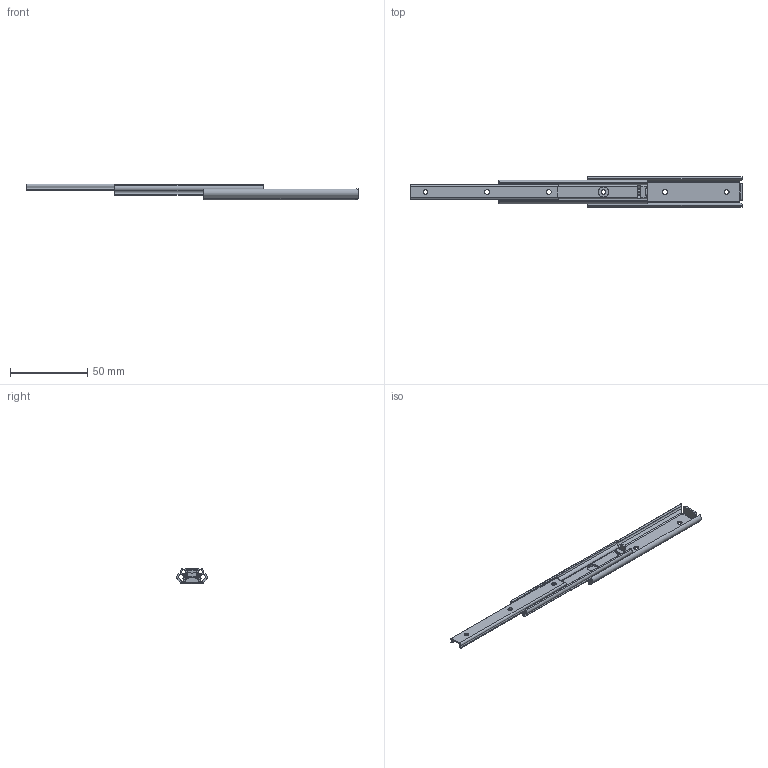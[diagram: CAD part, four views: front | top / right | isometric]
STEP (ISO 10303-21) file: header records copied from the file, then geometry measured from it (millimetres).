
FILE_DESCRIPTION (( 'STEP AP203' ), '1' );
FILE_NAME ('UC200T-100.STEP', '2020-06-23T05:27:59', ( '' ), ( '' ), 'SwSTEP 2.0', 'SolidWorks 2019', '' );
FILE_SCHEMA (( 'CONFIG_CONTROL_DESIGN' ));
Length unit declared in the file: millimetre
Products named in the file (4): UC200T-100 CM; UC200T-100; UC200T-100 OM; UC200T-100 IM
Assembly tree (3 placements, depth 2):
  UC200T-100
    UC200T-100 OM
    UC200T-100 CM
    UC200T-100 IM
Bounding box: 215.4 x 19.69 x 10.2 mm (x, y, z)
Volume: 7171 mm3; surface area: 14331.6 mm2
Topology: 3 solids, 3 shells, 244 faces, 720 edges, 474 vertices
Faces by surface type: cylinder 132, plane 112
Entity records: 8828 total; most frequent: CARTESIAN_POINT 1780, ORIENTED_EDGE 1440, DIRECTION 1392, EDGE_CURVE 720, AXIS2_PLACEMENT_3D 488, VERTEX_POINT 474, VECTOR 416, LINE 416
